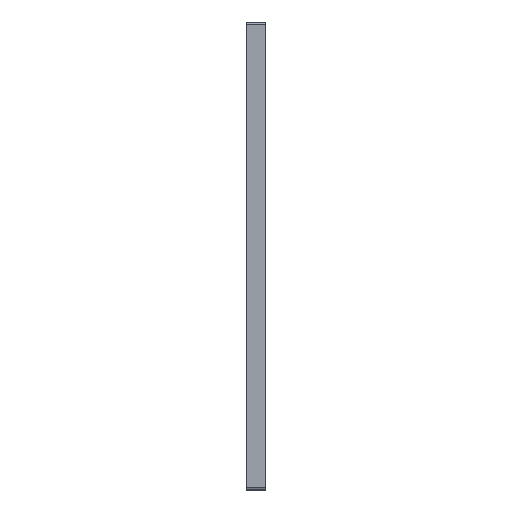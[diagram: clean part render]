
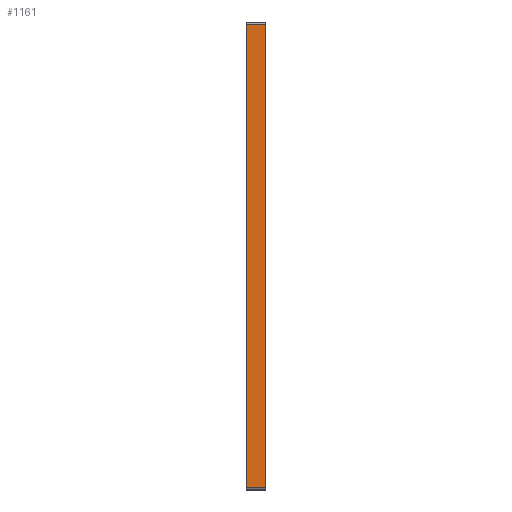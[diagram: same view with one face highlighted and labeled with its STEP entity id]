
A CAD part, left-side view. The second image highlights one B-rep face of the part: STEP entity #1161.
In plain terms, the highlighted planar face has unit normal (-1, 0, 0).
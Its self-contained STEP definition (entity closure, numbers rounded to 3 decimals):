
#163=FACE_OUTER_BOUND('',#227,.T.);
#227=EDGE_LOOP('',(#1003,#1004,#1005,#1006));
#342=LINE('',#1945,#454);
#343=LINE('',#1950,#455);
#344=LINE('',#1953,#456);
#345=LINE('',#1954,#457);
#454=VECTOR('',#1600,10.);
#455=VECTOR('',#1607,10.);
#456=VECTOR('',#1610,10.);
#457=VECTOR('',#1611,10.);
#568=VERTEX_POINT('',#1942);
#569=VERTEX_POINT('',#1944);
#570=VERTEX_POINT('',#1948);
#571=VERTEX_POINT('',#1952);
#730=EDGE_CURVE('',#569,#568,#342,.T.);
#733=EDGE_CURVE('',#569,#570,#343,.T.);
#734=EDGE_CURVE('',#571,#568,#344,.T.);
#735=EDGE_CURVE('',#570,#571,#345,.T.);
#1003=ORIENTED_EDGE('',*,*,#733,.F.);
#1004=ORIENTED_EDGE('',*,*,#730,.T.);
#1005=ORIENTED_EDGE('',*,*,#734,.F.);
#1006=ORIENTED_EDGE('',*,*,#735,.F.);
#1105=PLANE('',#1281);
#1161=ADVANCED_FACE('',(#163),#1105,.T.);
#1281=AXIS2_PLACEMENT_3D('',#1951,#1608,#1609);
#1600=DIRECTION('',(0.,0.,1.));
#1607=DIRECTION('',(0.,1.,0.));
#1608=DIRECTION('center_axis',(-1.,0.,0.));
#1609=DIRECTION('ref_axis',(0.,0.,1.));
#1610=DIRECTION('',(0.,-1.,0.));
#1611=DIRECTION('',(0.,0.,1.));
#1942=CARTESIAN_POINT('',(-200.,0.,198.));
#1944=CARTESIAN_POINT('',(-200.,0.,-198.));
#1945=CARTESIAN_POINT('',(-200.,0.,-200.));
#1948=CARTESIAN_POINT('',(-200.,17.,-198.));
#1950=CARTESIAN_POINT('',(-200.,0.,-198.));
#1951=CARTESIAN_POINT('Origin',(-200.,0.,-200.));
#1952=CARTESIAN_POINT('',(-200.,17.,198.));
#1953=CARTESIAN_POINT('',(-200.,0.,198.));
#1954=CARTESIAN_POINT('',(-200.,17.,-200.));
